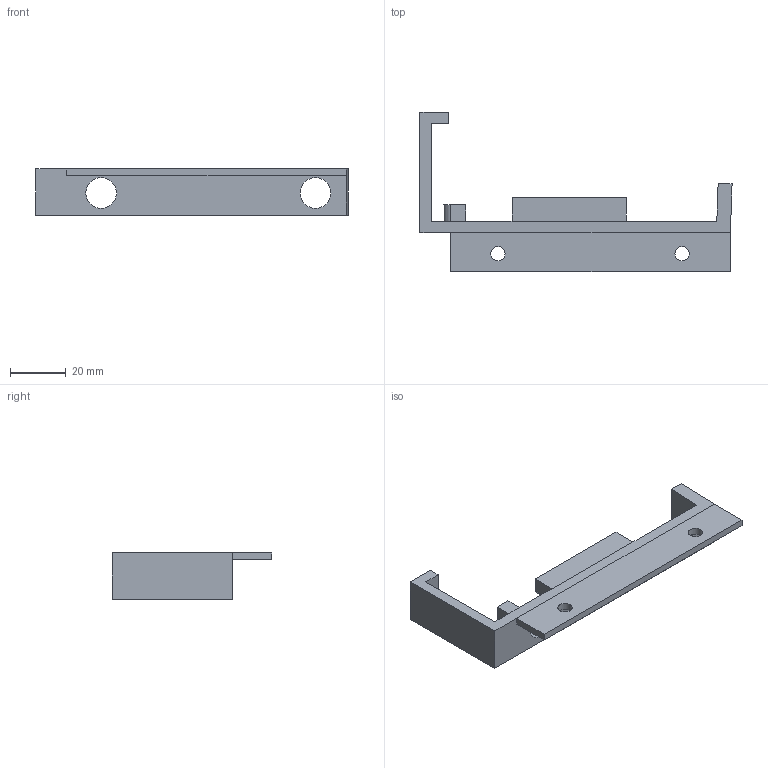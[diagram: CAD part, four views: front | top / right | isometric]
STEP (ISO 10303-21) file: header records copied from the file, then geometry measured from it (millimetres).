
FILE_DESCRIPTION(('FreeCAD Model'),'2;1');
FILE_NAME('Open CASCADE Shape Model','2024-01-09T13:52:45',(''),(''), 'Open CASCADE STEP processor 7.6','FreeCAD','Unknown');
FILE_SCHEMA(('AUTOMOTIVE_DESIGN { 1 0 10303 214 1 1 1 1 }'));
Length unit declared in the file: millimetre
Products named in the file (1): LBracket
Bounding box: 111.87 x 57 x 16.5 mm (x, y, z)
Volume: 15554.9 mm3; surface area: 10979.5 mm2
Topology: 1 solids, 1 shells, 39 faces, 102 edges, 65 vertices
Faces by surface type: plane 31, cylinder 7, bspline 1
Full cylindrical faces by diameter (mm): 5.1 x2, 11 x2
Entity records: 3568 total; most frequent: CARTESIAN_POINT 1483, DIRECTION 382, LINE 272, VECTOR 272, ORIENTED_EDGE 204, PCURVE 204, DEFINITIONAL_REPRESENTATION 204, EDGE_CURVE 102
